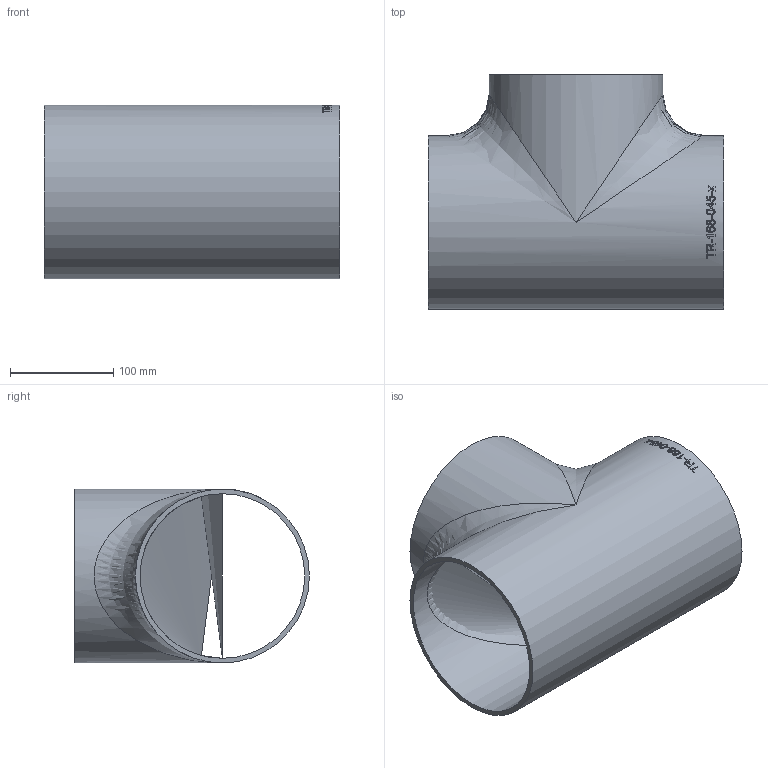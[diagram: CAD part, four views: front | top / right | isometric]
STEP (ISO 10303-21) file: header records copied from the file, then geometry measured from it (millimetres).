
FILE_DESCRIPTION (( 'STEP AP214' ), '1' );
FILE_NAME ('TR-168-045-x T-Stück 168,3x4,5 BL286 1910.STEP', '2019-10-16T09:32:05', ( '' ), ( '' ), 'SwSTEP 2.0', 'SolidWorks 2016', '' );
FILE_SCHEMA (( 'AUTOMOTIVE_DESIGN' ));
Length unit declared in the file: millimetre
Products named in the file (1): TR-168-045-x T-Stück 168,3x4,5 BL286 1910
Bounding box: 286 x 227.15 x 168.3 mm (x, y, z)
Volume: 739845.4 mm3; surface area: 335869.7 mm2
Topology: 1 solids, 1 shells, 162 faces, 430 edges, 278 vertices
Faces by surface type: bspline 84, plane 56, cylinder 22
Full cylindrical faces by diameter (mm): 159.3 x2, 168.3 x2
Entity records: 21727 total; most frequent: CARTESIAN_POINT 16867, ORIENTED_EDGE 826, EDGE_CURVE 413, DIRECTION 377, VERTEX_POINT 276, B_SPLINE_CURVE_WITH_KNOTS 252, EDGE_LOOP 189, FACE_OUTER_BOUND 166
